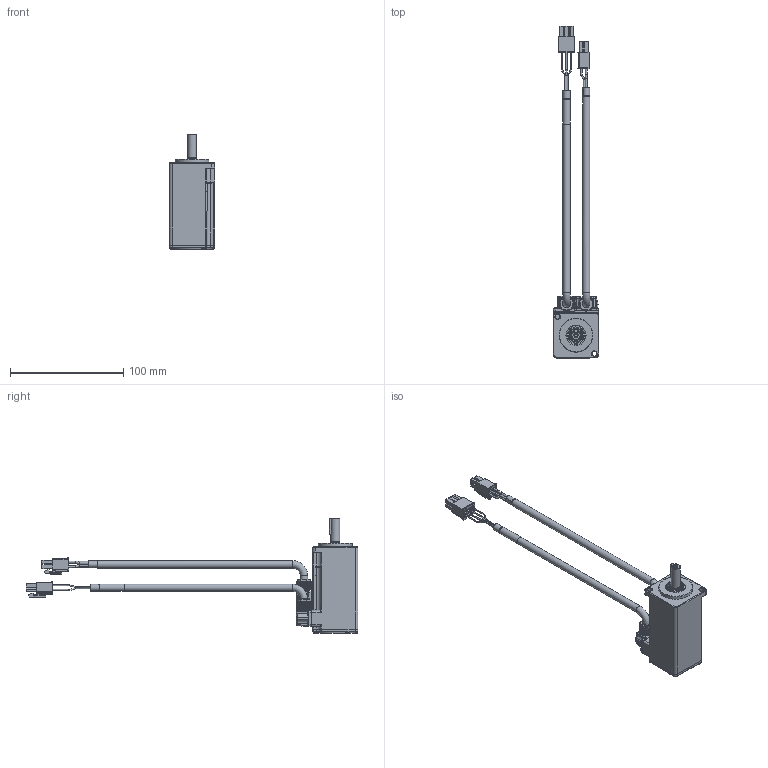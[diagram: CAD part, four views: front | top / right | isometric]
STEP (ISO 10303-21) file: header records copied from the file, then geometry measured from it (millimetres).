
FILE_DESCRIPTION(/* description */ (''),/* implementation_level */ '2;1');
FILE_NAME(/* name */ 'X2MH010A-N6LN-外形图.stp',/* time_stamp */ '2020-03-05T13:54:30+08:00',/* author */ (''),/* organization */ (''),/* preprocessor_version */ 'ST-DEVELOPER v16',/* originating_system */ 'SIEMENS PLM Software NX 10.0',/* authorisation */ '');
FILE_SCHEMA (('AUTOMOTIVE_DESIGN { 1 0 10303 214 3 1 1 1 }'));
Products named in the file (1): hc1704665Cp2c5
Bounding box: 40 x 293.45 x 101.74 mm (x, y, z)
Surface area: 35138 mm2 (no closed solid volume)
Topology: 0 solids, 1 shells, 1761 faces, 4892 edges, 3188 vertices
Faces by surface type: plane 1021, cylinder 529, cone 59, sphere 58, torus 49, bspline 45
Full cylindrical faces by diameter (mm): 0.98 x18, 1.76 x12, 2.5 x1, 2.6 x10, 3.1 x1, 3.5 x12, 3.8 x4, 4 x4, 4.3 x2, 4.8 x4, 5.8 x1, 6.2 x2, 6.3 x2, 6.5 x4, 7.4 x1, 7.8 x1, 8 x1, 8.5 x2, 8.6 x1, 8.9 x1, 9.4 x1, 10.2 x11, 11.8 x2, 14.2 x1, 17 x1, 30 x1
Entity records: 62401 total; most frequent: CARTESIAN_POINT 19544, ORIENTED_EDGE 9114, DIRECTION 8514, EDGE_CURVE 4557, VERTEX_POINT 3039, AXIS2_PLACEMENT_3D 2860, LINE 2794, VECTOR 2794
